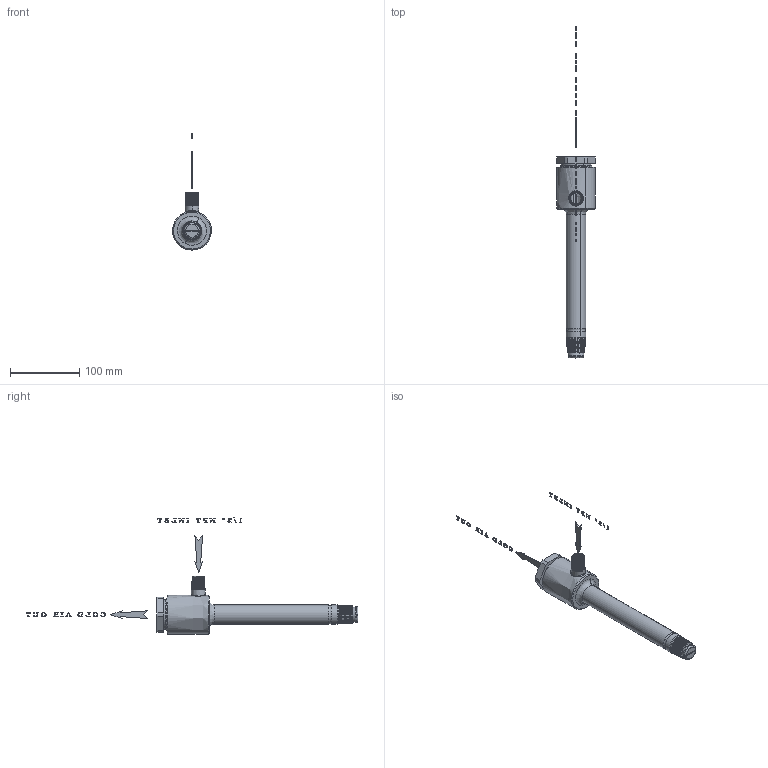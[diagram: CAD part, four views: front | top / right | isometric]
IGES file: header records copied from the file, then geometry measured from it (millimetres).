
Start section: START RECORD GO HERE.
Global section: file name: Large VT_OL.igs; native system: DASSAULT SYSTEMES CATIA V5 R20 - www.3ds.com; preprocessor: CATIA Version 5 Release 20 ; author: DESIGNENG; organization: DESIGNENG; date: 20150428.125515; units: millimetre
Bounding box: 55.98 x 477.97 x 167.26 mm (x, y, z)
Volume: 243400.3 mm3; surface area: 60816.2 mm2
Topology: 26 solids, 26 shells, 884 faces, 2375 edges, 1559 vertices
Faces by surface type: plane 340, extrusion 294, bspline 132, revolution 118
